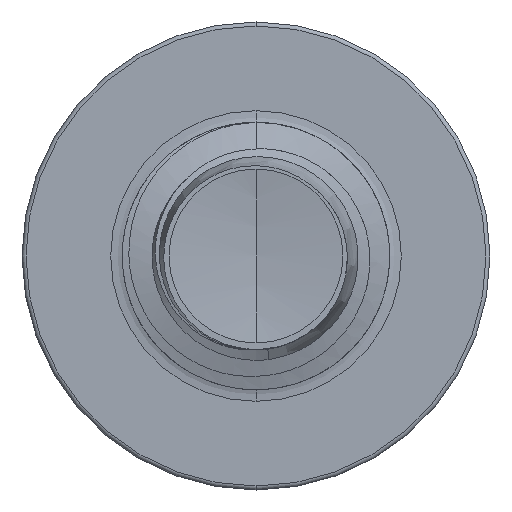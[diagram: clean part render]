
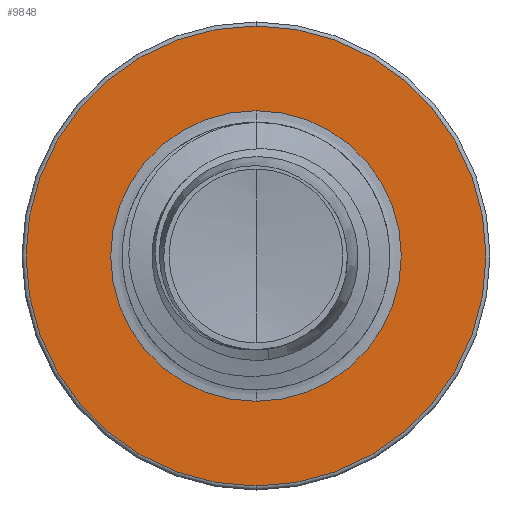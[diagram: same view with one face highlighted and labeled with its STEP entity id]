
A CAD part, front view. The second image highlights one B-rep face of the part: STEP entity #9848.
In plain terms, the highlighted planar face has unit normal (0, -1, 0).
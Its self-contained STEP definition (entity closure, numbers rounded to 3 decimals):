
#186 = CARTESIAN_POINT ( 'NONE',  ( 0., 6.5, -2.174 ) ) ;
#841 = ORIENTED_EDGE ( 'NONE', *, *, #5916, .F. ) ;
#1566 = DIRECTION ( 'NONE',  ( 0., 1., 0. ) ) ;
#2003 = ORIENTED_EDGE ( 'NONE', *, *, #6261, .T. ) ;
#2440 = CARTESIAN_POINT ( 'NONE',  ( 0., 6.5, -2.174 ) ) ;
#2881 = AXIS2_PLACEMENT_3D ( 'NONE', #3951, #13609, #5332 ) ;
#3049 = VERTEX_POINT ( 'NONE', #8009 ) ;
#3091 = EDGE_CURVE ( 'NONE', #6744, #9055, #10525, .T. ) ;
#3951 = CARTESIAN_POINT ( 'NONE',  ( 0., 6.5, 0. ) ) ;
#4151 = CARTESIAN_POINT ( 'NONE',  ( 0., 6.5, 0. ) ) ;
#4506 = AXIS2_PLACEMENT_3D ( 'NONE', #4603, #14261, #5972 ) ;
#4603 = CARTESIAN_POINT ( 'NONE',  ( 0., 6.5, 0. ) ) ;
#4902 = CARTESIAN_POINT ( 'NONE',  ( 0., 6.5, 0. ) ) ;
#5332 = DIRECTION ( 'NONE',  ( 0., 0., 1. ) ) ;
#5532 = DIRECTION ( 'NONE',  ( 0., 0., 1. ) ) ;
#5916 = EDGE_CURVE ( 'NONE', #9055, #6744, #15249, .T. ) ;
#5972 = DIRECTION ( 'NONE',  ( 0., 0., 1. ) ) ;
#6261 = EDGE_CURVE ( 'NONE', #3049, #6630, #14398, .T. ) ;
#6271 = DIRECTION ( 'NONE',  ( 0., 0., 1. ) ) ;
#6630 = VERTEX_POINT ( 'NONE', #2440 ) ;
#6744 = VERTEX_POINT ( 'NONE', #16286 ) ;
#6787 = FACE_BOUND ( 'NONE', #14058, .T. ) ;
#7047 = AXIS2_PLACEMENT_3D ( 'NONE', #4151, #13813, #5532 ) ;
#7259 = AXIS2_PLACEMENT_3D ( 'NONE', #4902, #14560, #6271 ) ;
#8009 = CARTESIAN_POINT ( 'NONE',  ( 0., 6.5, 2.174 ) ) ;
#8384 = EDGE_LOOP ( 'NONE', ( #16642, #841 ) ) ;
#9055 = VERTEX_POINT ( 'NONE', #13100 ) ;
#9240 = AXIS2_PLACEMENT_3D ( 'NONE', #186, #1566, #11190 ) ;
#9790 = PLANE ( 'NONE',  #9240 ) ;
#9848 = ADVANCED_FACE ( 'NONE', ( #10908, #6787 ), #9790, .F. ) ;
#10467 = EDGE_CURVE ( 'NONE', #6630, #3049, #11997, .T. ) ;
#10525 = CIRCLE ( 'NONE', #2881, 3.44 ) ;
#10908 = FACE_OUTER_BOUND ( 'NONE', #8384, .T. ) ;
#11190 = DIRECTION ( 'NONE',  ( 0., 0., 1. ) ) ;
#11997 = CIRCLE ( 'NONE', #7047, 2.174 ) ;
#13100 = CARTESIAN_POINT ( 'NONE',  ( 0., 6.5, -3.44 ) ) ;
#13609 = DIRECTION ( 'NONE',  ( 0., 1., 0. ) ) ;
#13813 = DIRECTION ( 'NONE',  ( 0., 1., 0. ) ) ;
#14058 = EDGE_LOOP ( 'NONE', ( #2003, #14373 ) ) ;
#14261 = DIRECTION ( 'NONE',  ( 0., 1., 0. ) ) ;
#14373 = ORIENTED_EDGE ( 'NONE', *, *, #10467, .T. ) ;
#14398 = CIRCLE ( 'NONE', #7259, 2.174 ) ;
#14560 = DIRECTION ( 'NONE',  ( 0., 1., 0. ) ) ;
#15249 = CIRCLE ( 'NONE', #4506, 3.44 ) ;
#16286 = CARTESIAN_POINT ( 'NONE',  ( 0., 6.5, 3.44 ) ) ;
#16642 = ORIENTED_EDGE ( 'NONE', *, *, #3091, .F. ) ;
